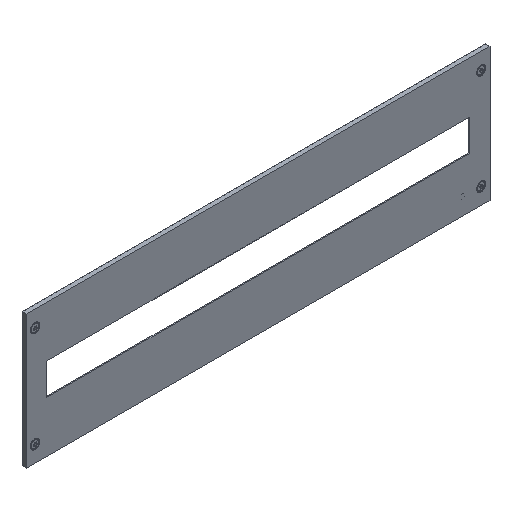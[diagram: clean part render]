
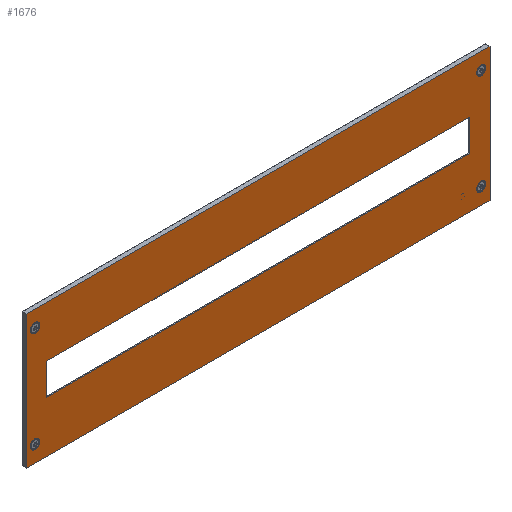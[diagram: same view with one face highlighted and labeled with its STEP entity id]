
A CAD part, isometric view. The second image highlights one B-rep face of the part: STEP entity #1676.
In plain terms, the highlighted planar face has unit normal (0, -1, 0).
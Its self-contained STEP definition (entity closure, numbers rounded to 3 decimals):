
#97 = VECTOR ( 'NONE', #868, 1000. ) ;
#114 = DIRECTION ( 'NONE',  ( 0., 0., 1. ) ) ;
#289 = CIRCLE ( 'NONE', #1707, 6.932 ) ;
#332 = VECTOR ( 'NONE', #3925, 1000. ) ;
#400 = CARTESIAN_POINT ( 'NONE',  ( 2410.239, 0., 99.5 ) ) ;
#677 = DIRECTION ( 'NONE',  ( 0., 0., 1. ) ) ;
#691 = CARTESIAN_POINT ( 'NONE',  ( -345.5, 0., 99.5 ) ) ;
#714 = CARTESIAN_POINT ( 'NONE',  ( -332.5, 0., -68.068 ) ) ;
#738 = CARTESIAN_POINT ( 'NONE',  ( -345.5, 0., 688.239 ) ) ;
#868 = DIRECTION ( 'NONE',  ( 1., 0., 0. ) ) ;
#886 = VERTEX_POINT ( 'NONE', #3390 ) ;
#931 = ORIENTED_EDGE ( 'NONE', *, *, #1547, .T. ) ;
#998 = CIRCLE ( 'NONE', #2581, 6.932 ) ;
#1021 = DIRECTION ( 'NONE',  ( 0., 1., 0. ) ) ;
#1090 = VERTEX_POINT ( 'NONE', #4149 ) ;
#1137 = EDGE_CURVE ( 'NONE', #3528, #3528, #998, .T. ) ;
#1201 = CIRCLE ( 'NONE', #4965, 6.932 ) ;
#1225 = LINE ( 'NONE', #3520, #3269 ) ;
#1317 = CARTESIAN_POINT ( 'NONE',  ( -315., 0., -23.5 ) ) ;
#1370 = VECTOR ( 'NONE', #3867, 1000. ) ;
#1486 = EDGE_CURVE ( 'NONE', #2697, #2002, #2384, .T. ) ;
#1490 = CARTESIAN_POINT ( 'NONE',  ( 0., 0., 0. ) ) ;
#1502 = DIRECTION ( 'NONE',  ( 0., 0., 1. ) ) ;
#1547 = EDGE_CURVE ( 'NONE', #3924, #3924, #4862, .T. ) ;
#1578 = EDGE_CURVE ( 'NONE', #886, #4025, #4144, .T. ) ;
#1676 = ADVANCED_FACE ( 'NONE', ( #2191, #2226, #5087, #3449, #1807, #5060 ), #2249, .F. ) ;
#1707 = AXIS2_PLACEMENT_3D ( 'NONE', #2983, #1021, #677 ) ;
#1765 = EDGE_CURVE ( 'NONE', #5113, #5113, #289, .T. ) ;
#1807 = FACE_BOUND ( 'NONE', #5046, .T. ) ;
#1868 = ORIENTED_EDGE ( 'NONE', *, *, #4446, .T. ) ;
#1874 = DIRECTION ( 'NONE',  ( -1., 0., 0. ) ) ;
#1961 = EDGE_CURVE ( 'NONE', #1090, #2721, #3313, .T. ) ;
#2002 = VERTEX_POINT ( 'NONE', #4021 ) ;
#2098 = DIRECTION ( 'NONE',  ( 0., 1., 0. ) ) ;
#2191 = FACE_BOUND ( 'NONE', #4282, .T. ) ;
#2226 = FACE_BOUND ( 'NONE', #4580, .T. ) ;
#2229 = EDGE_LOOP ( 'NONE', ( #3395 ) ) ;
#2249 = PLANE ( 'NONE',  #4477 ) ;
#2271 = VERTEX_POINT ( 'NONE', #2394 ) ;
#2314 = CARTESIAN_POINT ( 'NONE',  ( 345.5, 0., 99.5 ) ) ;
#2342 = DIRECTION ( 'NONE',  ( 1., 0., 0. ) ) ;
#2384 = LINE ( 'NONE', #738, #332 ) ;
#2394 = CARTESIAN_POINT ( 'NONE',  ( 315., 0., 23.5 ) ) ;
#2419 = ORIENTED_EDGE ( 'NONE', *, *, #1137, .T. ) ;
#2465 = CARTESIAN_POINT ( 'NONE',  ( -332.5, 0., -75. ) ) ;
#2541 = DIRECTION ( 'NONE',  ( 0., 0., 1. ) ) ;
#2581 = AXIS2_PLACEMENT_3D ( 'NONE', #4493, #2098, #114 ) ;
#2582 = EDGE_CURVE ( 'NONE', #3846, #3846, #1201, .T. ) ;
#2642 = ORIENTED_EDGE ( 'NONE', *, *, #1578, .T. ) ;
#2697 = VERTEX_POINT ( 'NONE', #691 ) ;
#2721 = VERTEX_POINT ( 'NONE', #2314 ) ;
#2805 = CARTESIAN_POINT ( 'NONE',  ( 315., 0., -23.5 ) ) ;
#2877 = EDGE_CURVE ( 'NONE', #2271, #3936, #4219, .T. ) ;
#2879 = VECTOR ( 'NONE', #1874, 1000. ) ;
#2907 = DIRECTION ( 'NONE',  ( 0., 1., 0. ) ) ;
#2947 = ORIENTED_EDGE ( 'NONE', *, *, #3327, .T. ) ;
#2983 = CARTESIAN_POINT ( 'NONE',  ( -332.5, 0., 75. ) ) ;
#3025 = CARTESIAN_POINT ( 'NONE',  ( 315., 0., -23.5 ) ) ;
#3141 = CARTESIAN_POINT ( 'NONE',  ( -332.5, 0., 81.932 ) ) ;
#3175 = DIRECTION ( 'NONE',  ( -1., 0., 0. ) ) ;
#3243 = DIRECTION ( 'NONE',  ( 0., 0., 1. ) ) ;
#3269 = VECTOR ( 'NONE', #2342, 1000. ) ;
#3313 = LINE ( 'NONE', #4105, #3795 ) ;
#3327 = EDGE_CURVE ( 'NONE', #3936, #886, #5025, .T. ) ;
#3390 = CARTESIAN_POINT ( 'NONE',  ( -315., 0., -23.5 ) ) ;
#3395 = ORIENTED_EDGE ( 'NONE', *, *, #2582, .T. ) ;
#3433 = CARTESIAN_POINT ( 'NONE',  ( 332.5, 0., 75. ) ) ;
#3449 = FACE_BOUND ( 'NONE', #2229, .T. ) ;
#3520 = CARTESIAN_POINT ( 'NONE',  ( -315., 0., 23.5 ) ) ;
#3528 = VERTEX_POINT ( 'NONE', #4298 ) ;
#3529 = VECTOR ( 'NONE', #2541, 1000. ) ;
#3558 = EDGE_CURVE ( 'NONE', #2721, #2697, #4759, .T. ) ;
#3663 = LINE ( 'NONE', #4458, #97 ) ;
#3683 = ORIENTED_EDGE ( 'NONE', *, *, #4539, .T. ) ;
#3741 = ORIENTED_EDGE ( 'NONE', *, *, #3558, .T. ) ;
#3795 = VECTOR ( 'NONE', #4449, 1000. ) ;
#3846 = VERTEX_POINT ( 'NONE', #5069 ) ;
#3867 = DIRECTION ( 'NONE',  ( 0., 0., -1. ) ) ;
#3924 = VERTEX_POINT ( 'NONE', #714 ) ;
#3925 = DIRECTION ( 'NONE',  ( 0., 0., -1. ) ) ;
#3936 = VERTEX_POINT ( 'NONE', #2805 ) ;
#4021 = CARTESIAN_POINT ( 'NONE',  ( -345.5, 0., -99.5 ) ) ;
#4025 = VERTEX_POINT ( 'NONE', #4883 ) ;
#4074 = ORIENTED_EDGE ( 'NONE', *, *, #1486, .T. ) ;
#4105 = CARTESIAN_POINT ( 'NONE',  ( 345.5, 0., -688.239 ) ) ;
#4144 = LINE ( 'NONE', #1317, #3529 ) ;
#4149 = CARTESIAN_POINT ( 'NONE',  ( 345.5, 0., -99.5 ) ) ;
#4187 = DIRECTION ( 'NONE',  ( 1., 0., 0. ) ) ;
#4219 = LINE ( 'NONE', #4519, #1370 ) ;
#4246 = DIRECTION ( 'NONE',  ( 0., 1., 0. ) ) ;
#4282 = EDGE_LOOP ( 'NONE', ( #2642, #3683, #4637, #2947 ) ) ;
#4298 = CARTESIAN_POINT ( 'NONE',  ( 332.5, 0., -68.068 ) ) ;
#4356 = ORIENTED_EDGE ( 'NONE', *, *, #1765, .T. ) ;
#4439 = AXIS2_PLACEMENT_3D ( 'NONE', #2465, #2907, #3243 ) ;
#4446 = EDGE_CURVE ( 'NONE', #2002, #1090, #3663, .T. ) ;
#4449 = DIRECTION ( 'NONE',  ( 0., 0., 1. ) ) ;
#4452 = ORIENTED_EDGE ( 'NONE', *, *, #1961, .T. ) ;
#4458 = CARTESIAN_POINT ( 'NONE',  ( -2410.239, 0., -99.5 ) ) ;
#4477 = AXIS2_PLACEMENT_3D ( 'NONE', #1490, #4246, #4187 ) ;
#4493 = CARTESIAN_POINT ( 'NONE',  ( 332.5, 0., -75. ) ) ;
#4519 = CARTESIAN_POINT ( 'NONE',  ( 315., 0., 23.5 ) ) ;
#4539 = EDGE_CURVE ( 'NONE', #4025, #2271, #1225, .T. ) ;
#4580 = EDGE_LOOP ( 'NONE', ( #2419 ) ) ;
#4613 = EDGE_LOOP ( 'NONE', ( #931 ) ) ;
#4637 = ORIENTED_EDGE ( 'NONE', *, *, #2877, .T. ) ;
#4759 = LINE ( 'NONE', #400, #4895 ) ;
#4862 = CIRCLE ( 'NONE', #4439, 6.932 ) ;
#4883 = CARTESIAN_POINT ( 'NONE',  ( -315., 0., 23.5 ) ) ;
#4895 = VECTOR ( 'NONE', #3175, 1000. ) ;
#4965 = AXIS2_PLACEMENT_3D ( 'NONE', #3433, #5045, #1502 ) ;
#5025 = LINE ( 'NONE', #3025, #2879 ) ;
#5045 = DIRECTION ( 'NONE',  ( 0., 1., 0. ) ) ;
#5046 = EDGE_LOOP ( 'NONE', ( #4356 ) ) ;
#5060 = FACE_OUTER_BOUND ( 'NONE', #5176, .T. ) ;
#5069 = CARTESIAN_POINT ( 'NONE',  ( 332.5, 0., 81.932 ) ) ;
#5087 = FACE_BOUND ( 'NONE', #4613, .T. ) ;
#5113 = VERTEX_POINT ( 'NONE', #3141 ) ;
#5176 = EDGE_LOOP ( 'NONE', ( #3741, #4074, #1868, #4452 ) ) ;
